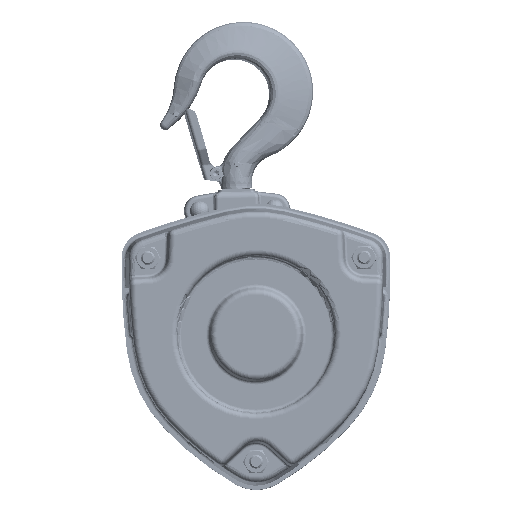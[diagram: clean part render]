
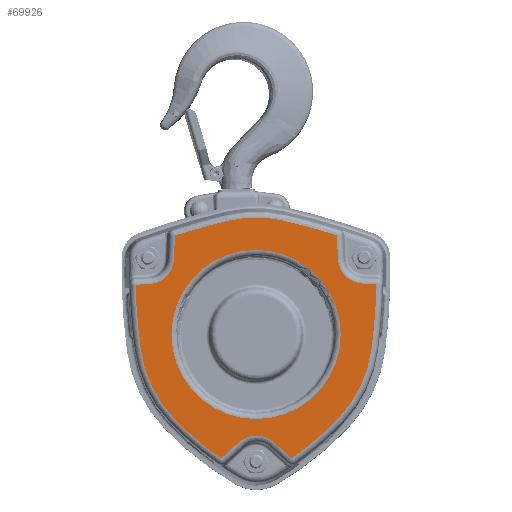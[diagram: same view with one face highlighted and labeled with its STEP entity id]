
A CAD part, top view. The second image highlights one B-rep face of the part: STEP entity #69926.
In plain terms, the highlighted planar face has unit normal (0, 0, 1).
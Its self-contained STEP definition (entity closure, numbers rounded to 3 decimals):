
#5582=LINE($,#134635,#10779);
#5583=LINE($,#134639,#10780);
#5584=LINE($,#134647,#10781);
#5585=LINE($,#134651,#10782);
#5586=LINE($,#134654,#10783);
#5587=LINE($,#134658,#10784);
#10779=VECTOR($,#82220,13.454);
#10780=VECTOR($,#82223,7.706);
#10781=VECTOR($,#82230,13.639);
#10782=VECTOR($,#82233,13.639);
#10783=VECTOR($,#82236,7.706);
#10784=VECTOR($,#82239,13.454);
#15864=FACE_BOUND($,#21109,.T.);
#16794=FACE_OUTER_BOUND($,#21108,.T.);
#21108=EDGE_LOOP($,(#49237,#49238,#49239,#49240,#49241,#49242,#49243,#49244,
#49245,#49246,#49247,#49248,#49249,#49250,#49251,#49252,#49253,#49254));
#21109=EDGE_LOOP($,(#49255));
#25432=CIRCLE($,#74527,352.111);
#25434=CIRCLE($,#74530,70.711);
#25437=CIRCLE($,#74534,15.023);
#25438=CIRCLE($,#74535,352.111);
#25439=CIRCLE($,#74536,70.711);
#25440=CIRCLE($,#74537,182.111);
#25441=CIRCLE($,#74538,15.023);
#25442=CIRCLE($,#74539,182.111);
#25443=CIRCLE($,#74540,15.023);
#25444=CIRCLE($,#74541,442.111);
#25445=CIRCLE($,#74542,67.111);
#25446=CIRCLE($,#74543,442.111);
#25447=CIRCLE($,#74544,48.5);
#29140=VERTEX_POINT($,#134619);
#29141=VERTEX_POINT($,#134623);
#29142=VERTEX_POINT($,#134627);
#29144=VERTEX_POINT($,#134633);
#29145=VERTEX_POINT($,#134634);
#29146=VERTEX_POINT($,#134636);
#29147=VERTEX_POINT($,#134638);
#29148=VERTEX_POINT($,#134640);
#29149=VERTEX_POINT($,#134642);
#29150=VERTEX_POINT($,#134644);
#29151=VERTEX_POINT($,#134646);
#29152=VERTEX_POINT($,#134648);
#29153=VERTEX_POINT($,#134650);
#29154=VERTEX_POINT($,#134653);
#29155=VERTEX_POINT($,#134655);
#29156=VERTEX_POINT($,#134657);
#29157=VERTEX_POINT($,#134659);
#29158=VERTEX_POINT($,#134661);
#29159=VERTEX_POINT($,#134664);
#36693=EDGE_CURVE($,#29140,#29141,#25432,.T.);
#36695=EDGE_CURVE($,#29141,#29142,#25434,.T.);
#36698=EDGE_CURVE($,#29144,#29145,#5582,.T.);
#36699=EDGE_CURVE($,#29146,#29144,#25437,.T.);
#36700=EDGE_CURVE($,#29147,#29146,#5583,.T.);
#36701=EDGE_CURVE($,#29148,#29147,#25438,.T.);
#36702=EDGE_CURVE($,#29149,#29148,#25439,.T.);
#36703=EDGE_CURVE($,#29150,#29149,#25440,.T.);
#36704=EDGE_CURVE($,#29151,#29150,#5584,.T.);
#36705=EDGE_CURVE($,#29152,#29151,#25441,.T.);
#36706=EDGE_CURVE($,#29153,#29152,#5585,.T.);
#36707=EDGE_CURVE($,#29142,#29153,#25442,.T.);
#36708=EDGE_CURVE($,#29154,#29140,#5586,.T.);
#36709=EDGE_CURVE($,#29155,#29154,#25443,.T.);
#36710=EDGE_CURVE($,#29156,#29155,#5587,.T.);
#36711=EDGE_CURVE($,#29157,#29156,#25444,.T.);
#36712=EDGE_CURVE($,#29158,#29157,#25445,.T.);
#36713=EDGE_CURVE($,#29145,#29158,#25446,.T.);
#36714=EDGE_CURVE($,#29159,#29159,#25447,.T.);
#49237=ORIENTED_EDGE($,*,*,#36698,.F.);
#49238=ORIENTED_EDGE($,*,*,#36699,.F.);
#49239=ORIENTED_EDGE($,*,*,#36700,.F.);
#49240=ORIENTED_EDGE($,*,*,#36701,.F.);
#49241=ORIENTED_EDGE($,*,*,#36702,.F.);
#49242=ORIENTED_EDGE($,*,*,#36703,.F.);
#49243=ORIENTED_EDGE($,*,*,#36704,.F.);
#49244=ORIENTED_EDGE($,*,*,#36705,.F.);
#49245=ORIENTED_EDGE($,*,*,#36706,.F.);
#49246=ORIENTED_EDGE($,*,*,#36707,.F.);
#49247=ORIENTED_EDGE($,*,*,#36695,.F.);
#49248=ORIENTED_EDGE($,*,*,#36693,.F.);
#49249=ORIENTED_EDGE($,*,*,#36708,.F.);
#49250=ORIENTED_EDGE($,*,*,#36709,.F.);
#49251=ORIENTED_EDGE($,*,*,#36710,.F.);
#49252=ORIENTED_EDGE($,*,*,#36711,.F.);
#49253=ORIENTED_EDGE($,*,*,#36712,.F.);
#49254=ORIENTED_EDGE($,*,*,#36713,.F.);
#49255=ORIENTED_EDGE($,*,*,#36714,.F.);
#67883=PLANE($,#74533);
#69926=ADVANCED_FACE($,(#16794,#15864),#67883,.T.);
#74527=AXIS2_PLACEMENT_3D($,#134624,#82206,#82207);
#74530=AXIS2_PLACEMENT_3D($,#134628,#82212,#82213);
#74533=AXIS2_PLACEMENT_3D($,#134632,#82218,#82219);
#74534=AXIS2_PLACEMENT_3D($,#134637,#82221,#82222);
#74535=AXIS2_PLACEMENT_3D($,#134641,#82224,#82225);
#74536=AXIS2_PLACEMENT_3D($,#134643,#82226,#82227);
#74537=AXIS2_PLACEMENT_3D($,#134645,#82228,#82229);
#74538=AXIS2_PLACEMENT_3D($,#134649,#82231,#82232);
#74539=AXIS2_PLACEMENT_3D($,#134652,#82234,#82235);
#74540=AXIS2_PLACEMENT_3D($,#134656,#82237,#82238);
#74541=AXIS2_PLACEMENT_3D($,#134660,#82240,#82241);
#74542=AXIS2_PLACEMENT_3D($,#134662,#82242,#82243);
#74543=AXIS2_PLACEMENT_3D($,#134663,#82244,#82245);
#74544=AXIS2_PLACEMENT_3D($,#134665,#82246,#82247);
#82206=DIRECTION('center_axis',(0.,0.,-1.));
#82207=DIRECTION('ref_axis',(1.,-0.024,0.));
#82212=DIRECTION('center_axis',(0.,0.,-1.));
#82213=DIRECTION('ref_axis',(0.992,-0.13,0.));
#82218=DIRECTION('center_axis',(0.,0.,1.));
#82219=DIRECTION('ref_axis',(1.,0.,0.));
#82220=DIRECTION($,(0.042,0.999,0.));
#82221=DIRECTION('center_axis',(0.,0.,1.));
#82222=DIRECTION('ref_axis',(0.046,-0.999,0.));
#82223=DIRECTION($,(0.999,0.046,0.));
#82224=DIRECTION('center_axis',(0.,0.,-1.));
#82225=DIRECTION('ref_axis',(-0.991,-0.134,0.));
#82226=DIRECTION('center_axis',(0.,0.,-1.));
#82227=DIRECTION('ref_axis',(-0.72,-0.694,0.));
#82228=DIRECTION('center_axis',(0.,0.,-1.));
#82229=DIRECTION('ref_axis',(-0.572,-0.82,0.));
#82230=DIRECTION($,(-0.736,-0.677,0.));
#82231=DIRECTION('center_axis',(0.,0.,1.));
#82232=DIRECTION('ref_axis',(0.674,0.739,0.));
#82233=DIRECTION($,(-0.739,0.674,0.));
#82234=DIRECTION('center_axis',(0.,0.,-1.));
#82235=DIRECTION('ref_axis',(0.722,-0.691,0.));
#82236=DIRECTION($,(0.999,-0.042,0.));
#82237=DIRECTION('center_axis',(0.,0.,1.));
#82238=DIRECTION('ref_axis',(-0.999,-0.046,0.));
#82239=DIRECTION($,(0.046,-0.999,0.));
#82240=DIRECTION('center_axis',(0.,0.,-1.));
#82241=DIRECTION('ref_axis',(0.228,0.974,0.));
#82242=DIRECTION('center_axis',(0.,0.,-1.));
#82243=DIRECTION('ref_axis',(-0.232,0.973,0.));
#82244=DIRECTION('center_axis',(0.,0.,-1.));
#82245=DIRECTION('ref_axis',(-0.302,0.953,0.));
#82246=DIRECTION('center_axis',(0.,0.,1.));
#82247=DIRECTION('ref_axis',(1.,0.002,0.));
#134619=CARTESIAN_POINT('',(69.074,28.669,68.3));
#134623=CARTESIAN_POINT('',(66.198,-8.51,68.3));
#134624=CARTESIAN_POINT('Origin',(-282.933,37.202,68.3));
#134627=CARTESIAN_POINT('',(47.168,-48.223,68.3));
#134628=CARTESIAN_POINT('Origin',(-3.915,0.67,68.3));
#134632=CARTESIAN_POINT('Origin',(0.233,-74.023,68.3));
#134633=CARTESIAN_POINT('',(-46.99,43.129,68.3));
#134634=CARTESIAN_POINT('',(-46.43,56.572,68.3));
#134635=CARTESIAN_POINT($,(-46.99,43.129,68.3));
#134636=CARTESIAN_POINT('',(-61.315,28.748,68.3));
#134637=CARTESIAN_POINT('Origin',(-62.,43.755,68.3));
#134638=CARTESIAN_POINT('',(-69.013,28.396,68.3));
#134639=CARTESIAN_POINT($,(-69.013,28.396,68.3));
#134640=CARTESIAN_POINT('',(-65.99,-8.772,68.3));
#134641=CARTESIAN_POINT('Origin',(282.957,38.321,68.3));
#134642=CARTESIAN_POINT('',(-46.804,-48.409,68.3));
#134643=CARTESIAN_POINT('Origin',(4.085,0.685,68.3));
#134644=CARTESIAN_POINT('',(-19.977,-71.298,68.3));
#134645=CARTESIAN_POINT('Origin',(84.258,78.031,68.3));
#134646=CARTESIAN_POINT('',(-9.94,-62.064,68.3));
#134647=CARTESIAN_POINT($,(-9.94,-62.064,68.3));
#134648=CARTESIAN_POINT('',(10.359,-62.024,68.3));
#134649=CARTESIAN_POINT('Origin',(0.231,-73.12,68.3));
#134650=CARTESIAN_POINT('',(20.433,-71.219,68.3));
#134651=CARTESIAN_POINT($,(20.433,-71.219,68.3));
#134652=CARTESIAN_POINT('Origin',(-84.392,77.698,68.3));
#134653=CARTESIAN_POINT('',(61.374,28.99,68.3));
#134654=CARTESIAN_POINT($,(61.374,28.99,68.3));
#134655=CARTESIAN_POINT('',(46.993,43.315,68.3));
#134656=CARTESIAN_POINT('Origin',(62.,44.,68.3));
#134657=CARTESIAN_POINT('',(46.379,56.755,68.3));
#134658=CARTESIAN_POINT($,(46.379,56.755,68.3));
#134659=CARTESIAN_POINT('',(15.41,65.215,68.3));
#134660=CARTESIAN_POINT('Origin',(-85.536,-365.217,68.3));
#134661=CARTESIAN_POINT('',(-15.494,65.154,68.3));
#134662=CARTESIAN_POINT('Origin',(0.087,-0.122,68.3));
#134663=CARTESIAN_POINT('Origin',(87.152,-364.875,68.3));
#134664=CARTESIAN_POINT('',(48.587,-0.027,68.3));
#134665=CARTESIAN_POINT('Origin',(0.087,-0.122,68.3));
